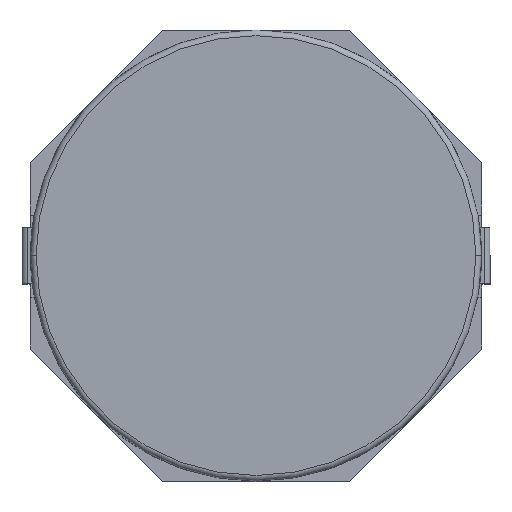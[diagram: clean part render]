
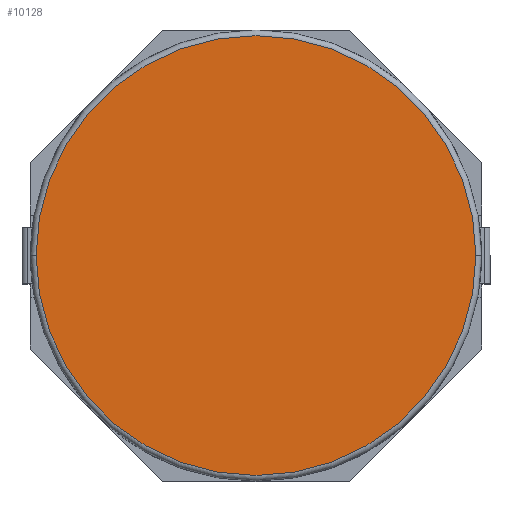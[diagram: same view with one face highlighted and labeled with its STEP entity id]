
A CAD part, top view. The second image highlights one B-rep face of the part: STEP entity #10128.
In plain terms, the highlighted planar face has unit normal (0, 0, 1).
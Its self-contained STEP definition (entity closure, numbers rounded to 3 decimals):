
#673 = CIRCLE ( 'NONE', #7498, 3.9 ) ;
#682 = DIRECTION ( 'NONE',  ( 1., 0., 0. ) ) ;
#811 = DIRECTION ( 'NONE',  ( 1., 0., 0. ) ) ;
#1347 = ORIENTED_EDGE ( 'NONE', *, *, #3788, .T. ) ;
#1482 = VERTEX_POINT ( 'NONE', #9858 ) ;
#3142 = CARTESIAN_POINT ( 'NONE',  ( 0., 0., 4.3 ) ) ;
#3788 = EDGE_CURVE ( 'NONE', #17155, #1482, #11932, .T. ) ;
#4692 = DIRECTION ( 'NONE',  ( 0., 0., 1. ) ) ;
#7064 = FACE_OUTER_BOUND ( 'NONE', #7238, .T. ) ;
#7238 = EDGE_LOOP ( 'NONE', ( #1347, #14645 ) ) ;
#7498 = AXIS2_PLACEMENT_3D ( 'NONE', #12734, #4692, #682 ) ;
#7500 = CARTESIAN_POINT ( 'NONE',  ( 0., 0., 4.3 ) ) ;
#8649 = DIRECTION ( 'NONE',  ( 0., 0., 1. ) ) ;
#9858 = CARTESIAN_POINT ( 'NONE',  ( -3.9, 0., 4.3 ) ) ;
#10128 = ADVANCED_FACE ( 'NONE', ( #7064 ), #15115, .T. ) ;
#11512 = DIRECTION ( 'NONE',  ( 1., 0., 0. ) ) ;
#11932 = CIRCLE ( 'NONE', #13088, 3.9 ) ;
#12734 = CARTESIAN_POINT ( 'NONE',  ( 0., 0., 4.3 ) ) ;
#13088 = AXIS2_PLACEMENT_3D ( 'NONE', #7500, #13935, #11512 ) ;
#13447 = EDGE_CURVE ( 'NONE', #1482, #17155, #673, .T. ) ;
#13935 = DIRECTION ( 'NONE',  ( 0., 0., 1. ) ) ;
#14248 = CARTESIAN_POINT ( 'NONE',  ( 3.9, 0., 4.3 ) ) ;
#14645 = ORIENTED_EDGE ( 'NONE', *, *, #13447, .T. ) ;
#15024 = AXIS2_PLACEMENT_3D ( 'NONE', #3142, #8649, #811 ) ;
#15115 = PLANE ( 'NONE',  #15024 ) ;
#17155 = VERTEX_POINT ( 'NONE', #14248 ) ;
